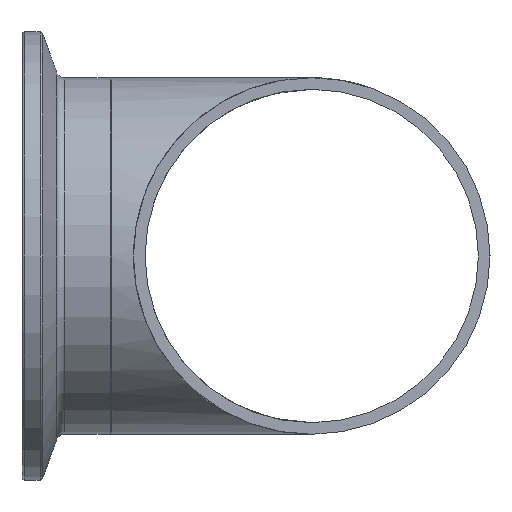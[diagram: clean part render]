
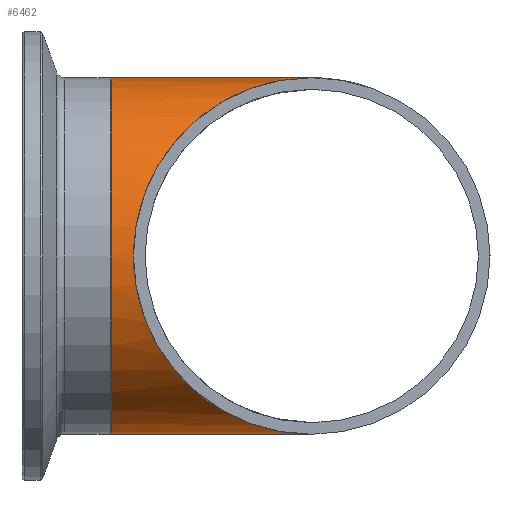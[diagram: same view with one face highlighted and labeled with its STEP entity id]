
A CAD part, left-side view. The second image highlights one B-rep face of the part: STEP entity #6462.
In plain terms, the highlighted cylindrical face has radius 25.4 mm (diameter 50.8 mm), a full revolution.
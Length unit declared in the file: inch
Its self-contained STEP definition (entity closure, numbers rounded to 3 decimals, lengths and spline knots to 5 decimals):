
#83=ELLIPSE('',#6793,1.41421,1.);
#84=ELLIPSE('',#6794,1.41421,1.);
#141=FACE_BOUND('',#1221,.T.);
#811=FACE_OUTER_BOUND('',#1220,.T.);
#1220=EDGE_LOOP('',(#5996,#5997));
#1221=EDGE_LOOP('',(#5998));
#2544=CIRCLE('',#6840,1.);
#3158=VERTEX_POINT('',#14094);
#3159=VERTEX_POINT('',#14095);
#3180=VERTEX_POINT('',#14163);
#4101=EDGE_CURVE('',#3158,#3159,#83,.T.);
#4102=EDGE_CURVE('',#3159,#3158,#84,.T.);
#4123=EDGE_CURVE('',#3180,#3180,#2544,.T.);
#5996=ORIENTED_EDGE('',*,*,#4102,.F.);
#5997=ORIENTED_EDGE('',*,*,#4101,.F.);
#5998=ORIENTED_EDGE('',*,*,#4123,.T.);
#6049=CYLINDRICAL_SURFACE('',#6845,1.);
#6462=ADVANCED_FACE('',(#811,#141),#6049,.T.);
#6793=AXIS2_PLACEMENT_3D('',#14096,#7934,#7935);
#6794=AXIS2_PLACEMENT_3D('',#14097,#7936,#7937);
#6840=AXIS2_PLACEMENT_3D('',#14164,#8028,#8029);
#6845=AXIS2_PLACEMENT_3D('',#14172,#8038,#8039);
#7934=DIRECTION('center_axis',(0.707,-0.707,0.));
#7935=DIRECTION('ref_axis',(-0.707,-0.707,0.));
#7936=DIRECTION('center_axis',(-0.707,-0.707,0.));
#7937=DIRECTION('ref_axis',(-0.707,0.707,0.));
#8028=DIRECTION('center_axis',(0.,-1.,0.));
#8029=DIRECTION('ref_axis',(-1.,0.,0.));
#8038=DIRECTION('center_axis',(0.,1.,0.));
#8039=DIRECTION('ref_axis',(-1.,0.,0.));
#14094=CARTESIAN_POINT('',(0.,0.,
-1.));
#14095=CARTESIAN_POINT('',(0.,0.,
1.));
#14096=CARTESIAN_POINT('Origin',(0.,0.,
0.));
#14097=CARTESIAN_POINT('Origin',(0.,0.,
0.));
#14163=CARTESIAN_POINT('',(1.,1.125,0.));
#14164=CARTESIAN_POINT('Origin',(0.,1.125,0.));
#14172=CARTESIAN_POINT('Origin',(0.,0.,
0.));
